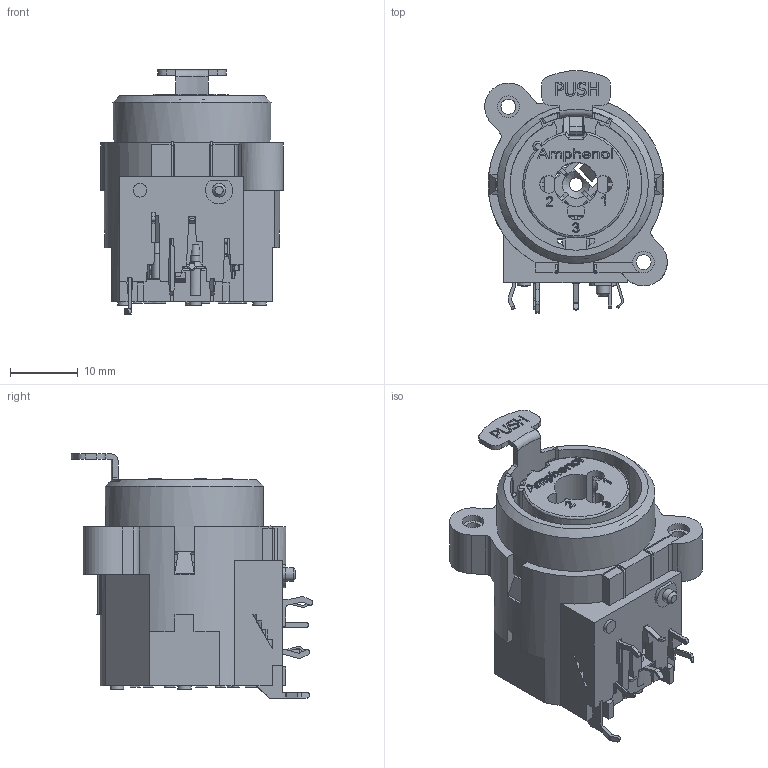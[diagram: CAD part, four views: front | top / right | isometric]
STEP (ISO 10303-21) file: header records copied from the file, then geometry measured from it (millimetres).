
FILE_DESCRIPTION(/* description */ (''),/* implementation_level */ '2;1');
FILE_NAME(/* name */ 'ACJC6H.stp',/* time_stamp */ '2024-11-20T15:17:53+11:00',/* author */ ('minh'),/* organization */ (''),/* preprocessor_version */ 'ST-DEVELOPER v16.1',/* originating_system */ 'Autodesk Inventor 2016',/* authorisation */ '');
FILE_SCHEMA (('AUTOMOTIVE_DESIGN { 1 0 10303 214 3 1 1 }'));
Length unit declared in the file: centimetre
Products named in the file (1): ACJC6H
Bounding box: 27 x 35.76 x 36.1 mm (x, y, z)
Volume: 8056.7 mm3; surface area: 14086.6 mm2
Topology: 1 solids, 1 shells, 1884 faces, 5549 edges, 3606 vertices
Faces by surface type: plane 1259, cylinder 377, bspline 199, cone 42, torus 7
Full cylindrical faces by diameter (mm): 1 x4, 1.2 x2, 1.35 x2, 1.5 x3, 1.8 x1, 1.9 x3, 2 x9, 2.2 x2, 3.2 x4, 6.5 x1, 23.4 x1
Entity records: 65799 total; most frequent: CARTESIAN_POINT 14420, ORIENTED_EDGE 11006, DIRECTION 9343, EDGE_CURVE 5495, LINE 4071, VECTOR 4071, VERTEX_POINT 3591, AXIS2_PLACEMENT_3D 2636
